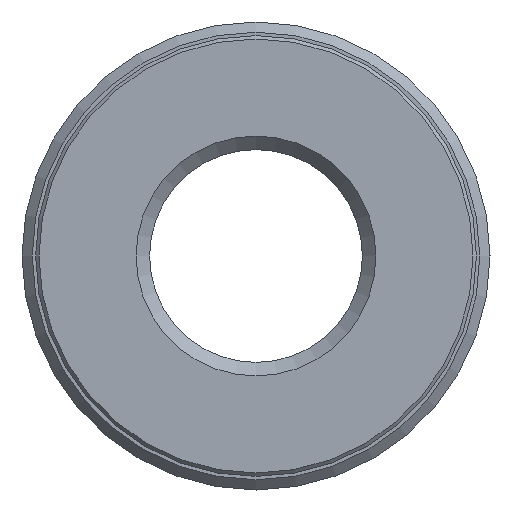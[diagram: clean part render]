
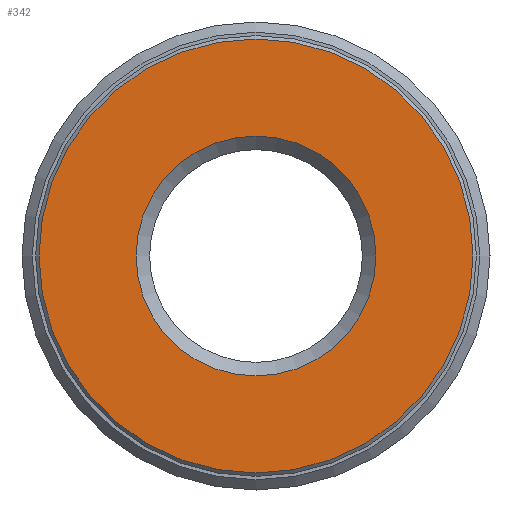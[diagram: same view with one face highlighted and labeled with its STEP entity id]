
A CAD part, front view. The second image highlights one B-rep face of the part: STEP entity #342.
In plain terms, the highlighted planar face has unit normal (0, -1, 0).
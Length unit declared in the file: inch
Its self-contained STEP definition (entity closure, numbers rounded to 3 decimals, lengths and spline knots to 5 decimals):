
#19 = EDGE_CURVE ( 'NONE', #37, #37, #195, .T. ) ;
#30 = CARTESIAN_POINT ( 'NONE',  ( 0., 0., 0.17625 ) ) ;
#37 = VERTEX_POINT ( 'NONE', #261 ) ;
#98 = CARTESIAN_POINT ( 'NONE',  ( 0., 0., 0. ) ) ;
#100 = AXIS2_PLACEMENT_3D ( 'NONE', #98, #338, #291 ) ;
#148 = DIRECTION ( 'NONE',  ( 0., 0., 1. ) ) ;
#177 = CIRCLE ( 'NONE', #364, 0.17625 ) ;
#178 = DIRECTION ( 'NONE',  ( 0., 0., 1. ) ) ;
#179 = DIRECTION ( 'NONE',  ( 0., 1., 0. ) ) ;
#195 = CIRCLE ( 'NONE', #379, 0.31875 ) ;
#261 = CARTESIAN_POINT ( 'NONE',  ( 0., 0., 0.31875 ) ) ;
#283 = PLANE ( 'NONE',  #100 ) ;
#291 = DIRECTION ( 'NONE',  ( 0., 0., 1. ) ) ;
#302 = CARTESIAN_POINT ( 'NONE',  ( 0., 0., 0. ) ) ;
#338 = DIRECTION ( 'NONE',  ( 0., 1., 0. ) ) ;
#342 = ADVANCED_FACE ( 'NONE', ( #572, #501 ), #283, .F. ) ;
#344 = DIRECTION ( 'NONE',  ( 0., 1., 0. ) ) ;
#364 = AXIS2_PLACEMENT_3D ( 'NONE', #302, #344, #148 ) ;
#375 = ORIENTED_EDGE ( 'NONE', *, *, #406, .T. ) ;
#379 = AXIS2_PLACEMENT_3D ( 'NONE', #590, #179, #178 ) ;
#406 = EDGE_CURVE ( 'NONE', #557, #557, #177, .T. ) ;
#415 = ORIENTED_EDGE ( 'NONE', *, *, #19, .F. ) ;
#440 = EDGE_LOOP ( 'NONE', ( #415 ) ) ;
#501 = FACE_BOUND ( 'NONE', #526, .T. ) ;
#526 = EDGE_LOOP ( 'NONE', ( #375 ) ) ;
#557 = VERTEX_POINT ( 'NONE', #30 ) ;
#572 = FACE_OUTER_BOUND ( 'NONE', #440, .T. ) ;
#590 = CARTESIAN_POINT ( 'NONE',  ( 0., 0., 0. ) ) ;
